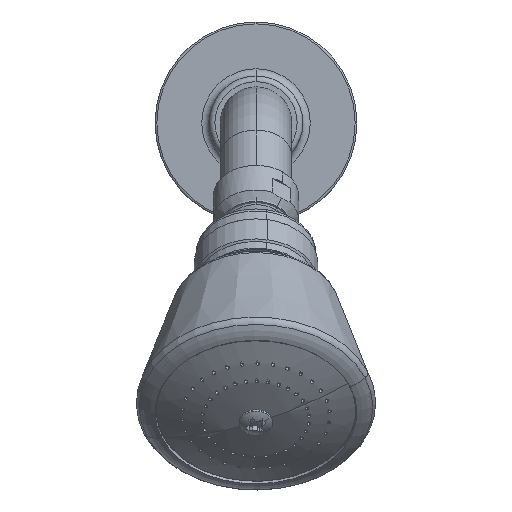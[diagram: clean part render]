
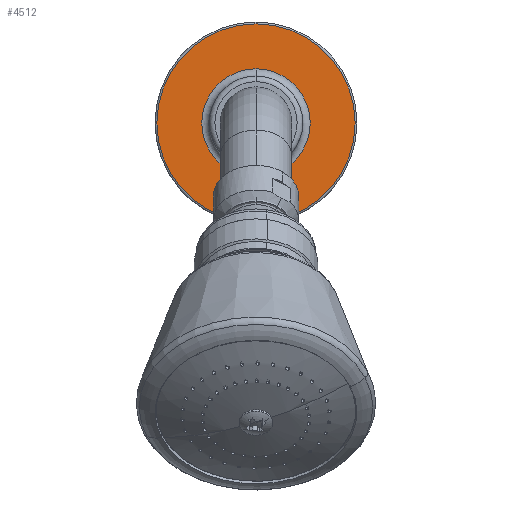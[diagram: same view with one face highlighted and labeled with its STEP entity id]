
A CAD part, top view. The second image highlights one B-rep face of the part: STEP entity #4512.
In plain terms, the highlighted planar face has unit normal (0, 0, 1).
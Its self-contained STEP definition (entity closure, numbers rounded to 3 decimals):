
#132 = EDGE_CURVE ( 'NONE', #13407, #8998, #803, .T. ) ;
#180 = EDGE_CURVE ( 'NONE', #8998, #13407, #1463, .T. ) ;
#334 = AXIS2_PLACEMENT_3D ( 'NONE', #427, #4766, #9280 ) ;
#427 = CARTESIAN_POINT ( 'NONE',  ( 0., 0., 8. ) ) ;
#435 = DIRECTION ( 'NONE',  ( 0., 1., 0. ) ) ;
#458 = DIRECTION ( 'NONE',  ( 0., 0., 1. ) ) ;
#630 = CIRCLE ( 'NONE', #4474, 14.5 ) ;
#803 = CIRCLE ( 'NONE', #4403, 26.5 ) ;
#1432 = CARTESIAN_POINT ( 'NONE',  ( 0., 0., 8. ) ) ;
#1463 = CIRCLE ( 'NONE', #13681, 26.5 ) ;
#2103 = FACE_OUTER_BOUND ( 'NONE', #4675, .T. ) ;
#2494 = DIRECTION ( 'NONE',  ( 0., 0., -1. ) ) ;
#2523 = DIRECTION ( 'NONE',  ( 0., -1., 0. ) ) ;
#3242 = ORIENTED_EDGE ( 'NONE', *, *, #4947, .T. ) ;
#3358 = FACE_BOUND ( 'NONE', #7702, .T. ) ;
#3419 = PLANE ( 'NONE',  #13398 ) ;
#3681 = VERTEX_POINT ( 'NONE', #4179 ) ;
#3830 = ORIENTED_EDGE ( 'NONE', *, *, #132, .F. ) ;
#4020 = CARTESIAN_POINT ( 'NONE',  ( 0., 14.5, 8. ) ) ;
#4179 = CARTESIAN_POINT ( 'NONE',  ( 0., -14.5, 8. ) ) ;
#4188 = DIRECTION ( 'NONE',  ( 0., 1., 0. ) ) ;
#4403 = AXIS2_PLACEMENT_3D ( 'NONE', #9054, #2494, #8109 ) ;
#4474 = AXIS2_PLACEMENT_3D ( 'NONE', #12090, #13310, #4188 ) ;
#4512 = ADVANCED_FACE ( 'NONE', ( #3358, #2103 ), #3419, .T. ) ;
#4675 = EDGE_LOOP ( 'NONE', ( #3830, #5813 ) ) ;
#4766 = DIRECTION ( 'NONE',  ( 0., 0., -1. ) ) ;
#4947 = EDGE_CURVE ( 'NONE', #13709, #3681, #630, .T. ) ;
#5407 = ORIENTED_EDGE ( 'NONE', *, *, #8501, .T. ) ;
#5813 = ORIENTED_EDGE ( 'NONE', *, *, #180, .F. ) ;
#5885 = CARTESIAN_POINT ( 'NONE',  ( 0., -26.5, 8. ) ) ;
#7702 = EDGE_LOOP ( 'NONE', ( #3242, #5407 ) ) ;
#8109 = DIRECTION ( 'NONE',  ( 0., 1., 0. ) ) ;
#8501 = EDGE_CURVE ( 'NONE', #3681, #13709, #12747, .T. ) ;
#8998 = VERTEX_POINT ( 'NONE', #5885 ) ;
#9054 = CARTESIAN_POINT ( 'NONE',  ( 0., 0., 8. ) ) ;
#9280 = DIRECTION ( 'NONE',  ( 0., 1., 0. ) ) ;
#9985 = CARTESIAN_POINT ( 'NONE',  ( 0., 26.5, 8. ) ) ;
#12090 = CARTESIAN_POINT ( 'NONE',  ( 0., 0., 8. ) ) ;
#12747 = CIRCLE ( 'NONE', #334, 14.5 ) ;
#13124 = CARTESIAN_POINT ( 'NONE',  ( 26.5, 0., 8. ) ) ;
#13310 = DIRECTION ( 'NONE',  ( 0., 0., -1. ) ) ;
#13398 = AXIS2_PLACEMENT_3D ( 'NONE', #13124, #458, #2523 ) ;
#13407 = VERTEX_POINT ( 'NONE', #9985 ) ;
#13618 = DIRECTION ( 'NONE',  ( 0., 0., -1. ) ) ;
#13681 = AXIS2_PLACEMENT_3D ( 'NONE', #1432, #13618, #435 ) ;
#13709 = VERTEX_POINT ( 'NONE', #4020 ) ;
